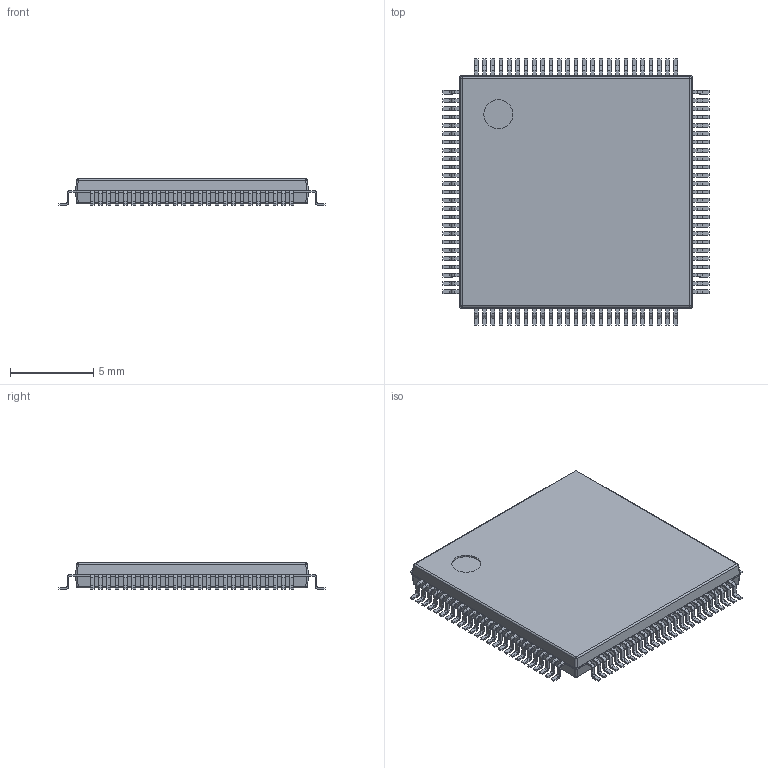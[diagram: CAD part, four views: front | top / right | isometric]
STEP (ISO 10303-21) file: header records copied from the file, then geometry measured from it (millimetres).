
FILE_DESCRIPTION(('Open CASCADE Model'),'2;1');
FILE_NAME('Open CASCADE Shape Model','2026-01-27T16:29:27',('Author'),( 'Open CASCADE'),'Open CASCADE STEP processor 7.5','Open CASCADE 7.5' ,'Unknown');
FILE_SCHEMA(('AUTOMOTIVE_DESIGN { 1 0 10303 214 1 1 1 1 }'));
Length unit declared in the file: millimetre
Products named in the file (8): PCB; Designator1; 13136084816; Open CASCADE STEP translator 7.5 14.1; Body; Open CASCADE STEP translator 7.5 14.2.1; Leader
Assembly tree (104 placements, depth 4):
  PCB
  Designator1
    13136084816
      Open CASCADE STEP translator 7.5 14.1
      Body
        Open CASCADE STEP translator 7.5 14.2.1
      Leader  x50
      Leader  x50
Bounding box: 16 x 16 x 1.6 mm (x, y, z)
Volume: 298.2 mm3; surface area: 578.5 mm2
Topology: 101 solids, 102 shells, 2261 faces, 4524 edges, 2459 vertices
Faces by surface type: plane 1816, cylinder 429, bspline 8, sphere 8
Full cylindrical faces by diameter (mm): 1.75 x1
Entity records: 4207 total; most frequent: CARTESIAN_POINT 1353, DIRECTION 619, ORIENTED_EDGE 407, AXIS2_PLACEMENT_3D 245, EDGE_CURVE 204, LINE 129, VECTOR 129, PRODUCT_DEFINITION_SHAPE 112
